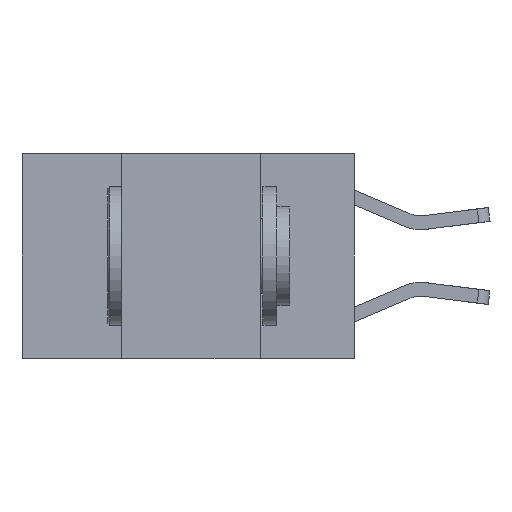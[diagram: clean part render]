
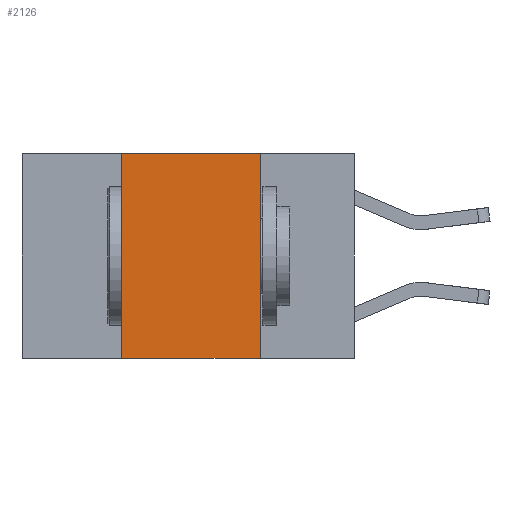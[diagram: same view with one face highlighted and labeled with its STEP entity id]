
A CAD part, left-side view. The second image highlights one B-rep face of the part: STEP entity #2126.
In plain terms, the highlighted planar face has unit normal (-1, 0, 0).
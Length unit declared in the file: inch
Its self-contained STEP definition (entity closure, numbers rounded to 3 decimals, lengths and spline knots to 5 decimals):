
#462 = CARTESIAN_POINT ( 'NONE',  ( 0., 0.42, 0. ) ) ;
#977 = EDGE_CURVE ( 'NONE', #1544, #1500, #4987, .T. ) ;
#1243 = EDGE_CURVE ( 'NONE', #9747, #8376, #8586, .T. ) ;
#1500 = VERTEX_POINT ( 'NONE', #11046 ) ;
#1519 = EDGE_CURVE ( 'NONE', #9747, #1500, #8141, .T. ) ;
#1544 = VERTEX_POINT ( 'NONE', #9087 ) ;
#1848 = DIRECTION ( 'NONE',  ( 0., 0., 1. ) ) ;
#2126 = ADVANCED_FACE ( 'NONE', ( #6623 ), #12012, .F. ) ;
#3418 = VECTOR ( 'NONE', #9640, 39.37008 ) ;
#3500 = CARTESIAN_POINT ( 'NONE',  ( 0., 0.6, 0. ) ) ;
#4364 = LINE ( 'NONE', #3500, #11463 ) ;
#4660 = ORIENTED_EDGE ( 'NONE', *, *, #977, .F. ) ;
#4987 = LINE ( 'NONE', #10269, #11467 ) ;
#4999 = CARTESIAN_POINT ( 'NONE',  ( 0., 0.42, -0.37 ) ) ;
#5611 = CARTESIAN_POINT ( 'NONE',  ( 0., 0.42, 0. ) ) ;
#5649 = EDGE_LOOP ( 'NONE', ( #4660, #6440, #7342, #5660 ) ) ;
#5660 = ORIENTED_EDGE ( 'NONE', *, *, #1519, .T. ) ;
#6113 = AXIS2_PLACEMENT_3D ( 'NONE', #11969, #11671, #11613 ) ;
#6440 = ORIENTED_EDGE ( 'NONE', *, *, #7755, .F. ) ;
#6623 = FACE_OUTER_BOUND ( 'NONE', #5649, .T. ) ;
#7342 = ORIENTED_EDGE ( 'NONE', *, *, #1243, .F. ) ;
#7755 = EDGE_CURVE ( 'NONE', #8376, #1544, #4364, .T. ) ;
#8141 = LINE ( 'NONE', #9653, #3418 ) ;
#8376 = VERTEX_POINT ( 'NONE', #462 ) ;
#8586 = LINE ( 'NONE', #5611, #11048 ) ;
#9087 = CARTESIAN_POINT ( 'NONE',  ( 0., 0.17, 0. ) ) ;
#9186 = DIRECTION ( 'NONE',  ( 0., 0., -1. ) ) ;
#9640 = DIRECTION ( 'NONE',  ( 0., -1., 0. ) ) ;
#9653 = CARTESIAN_POINT ( 'NONE',  ( 0., 0.6, -0.37 ) ) ;
#9747 = VERTEX_POINT ( 'NONE', #4999 ) ;
#10269 = CARTESIAN_POINT ( 'NONE',  ( 0., 0.17, 0. ) ) ;
#10986 = DIRECTION ( 'NONE',  ( 0., -1., 0. ) ) ;
#11046 = CARTESIAN_POINT ( 'NONE',  ( 0., 0.17, -0.37 ) ) ;
#11048 = VECTOR ( 'NONE', #1848, 39.37008 ) ;
#11463 = VECTOR ( 'NONE', #10986, 39.37008 ) ;
#11467 = VECTOR ( 'NONE', #9186, 39.37008 ) ;
#11613 = DIRECTION ( 'NONE',  ( 0., 0., -1. ) ) ;
#11671 = DIRECTION ( 'NONE',  ( 1., 0., 0. ) ) ;
#11969 = CARTESIAN_POINT ( 'NONE',  ( 0., 0.6, 0. ) ) ;
#12012 = PLANE ( 'NONE',  #6113 ) ;
